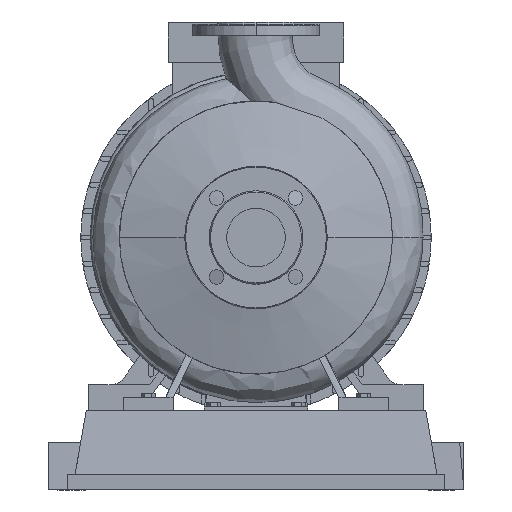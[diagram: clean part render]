
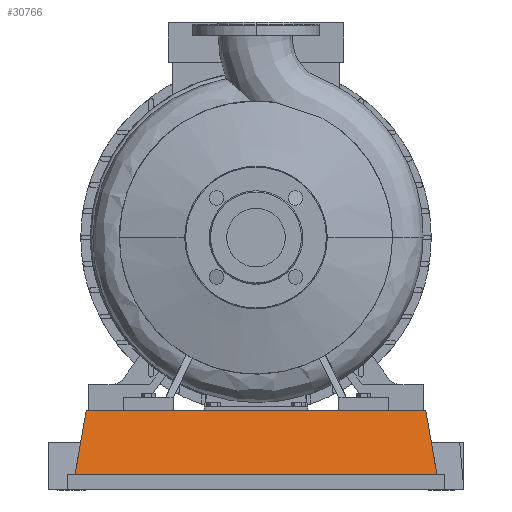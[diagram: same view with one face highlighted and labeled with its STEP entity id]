
A CAD part, left-side view. The second image highlights one B-rep face of the part: STEP entity #30766.
In plain terms, the highlighted planar face has unit normal (-0.985, 0, 0.174).
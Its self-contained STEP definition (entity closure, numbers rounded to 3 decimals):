
#28651=CARTESIAN_POINT('',(-82.5,-235.,20.6));
#28652=VERTEX_POINT('',#28651);
#28659=CARTESIAN_POINT('',(-82.5,235.0,20.6));
#28660=VERTEX_POINT('',#28659);
#28661=CARTESIAN_POINT('',(-82.5,-235.,20.6));
#28662=DIRECTION('',(0.0,1.0,0.0));
#28663=VECTOR('',#28662,470.0);
#28664=LINE('',#28661,#28663);
#28665=EDGE_CURVE('',#28652,#28660,#28664,.T.);
#30500=CARTESIAN_POINT('',(-67.971,-220.471,103.0));
#30501=VERTEX_POINT('',#30500);
#30508=CARTESIAN_POINT('',(-82.5,-235.,20.6));
#30509=DIRECTION('',(0.171,0.171,0.97));
#30510=VECTOR('',#30509,84.923);
#30511=LINE('',#30508,#30510);
#30512=EDGE_CURVE('',#28652,#30501,#30511,.T.);
#30743=CARTESIAN_POINT('',(-82.5,-235.,20.6));
#30744=DIRECTION('',(-0.985,0.,0.174));
#30745=DIRECTION('',(0.0,-1.0,0.0));
#30746=AXIS2_PLACEMENT_3D('',#30743,#30744,#30745);
#30747=PLANE('',#30746);
#30748=CARTESIAN_POINT('',(-67.971,220.471,103.0));
#30749=VERTEX_POINT('',#30748);
#30750=CARTESIAN_POINT('',(-67.971,-220.471,103.0));
#30751=DIRECTION('',(0.0,1.0,0.0));
#30752=VECTOR('',#30751,440.941);
#30753=LINE('',#30750,#30752);
#30754=EDGE_CURVE('',#30501,#30749,#30753,.T.);
#30755=ORIENTED_EDGE('',*,*,#30754,.T.);
#30756=CARTESIAN_POINT('',(-82.5,235.0,20.6));
#30757=DIRECTION('',(0.171,-0.171,0.97));
#30758=VECTOR('',#30757,84.923);
#30759=LINE('',#30756,#30758);
#30760=EDGE_CURVE('',#28660,#30749,#30759,.T.);
#30761=ORIENTED_EDGE('',*,*,#30760,.F.);
#30762=ORIENTED_EDGE('',*,*,#28665,.F.);
#30763=ORIENTED_EDGE('',*,*,#30512,.T.);
#30764=EDGE_LOOP('',(#30755,#30761,#30762,#30763));
#30765=FACE_OUTER_BOUND('',#30764,.T.);
#30766=ADVANCED_FACE('',(#30765),#30747,.T.);
